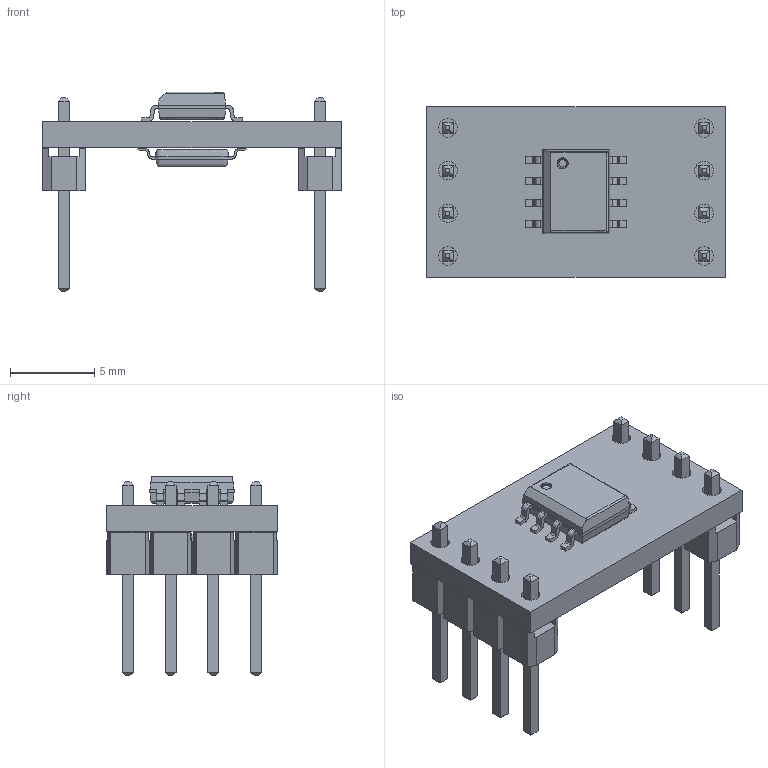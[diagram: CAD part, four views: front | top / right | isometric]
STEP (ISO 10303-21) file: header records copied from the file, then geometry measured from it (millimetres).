
FILE_DESCRIPTION(('Open CASCADE Model'),'2;1');
FILE_NAME('Open CASCADE Shape Model','2017-10-03T20:33:34',('Author'),( 'Open CASCADE'),'Open CASCADE STEP processor 6.8','Open CASCADE 6.8' ,'Unknown');
FILE_SCHEMA(('AUTOMOTIVE_DESIGN { 1 0 10303 214 1 1 1 1 }'));
Length unit declared in the file: millimetre
Products named in the file (11): PCB; Board; TSSOP; TSSOP-08; SO; SOIC08; X2; 61300411121; 6130xx11121_PIN; X1
Assembly tree (14 placements, depth 4):
  PCB
    Board
    TSSOP
      TSSOP-08
    SO
      SOIC08
    X2
      61300411121
        6130xx11121_PIN  x4
        61300411121
    X1
      61300411121
        6130xx11121_PIN  x4
        61300411121
Bounding box: 17.78 x 10.16 x 11.87 mm (x, y, z)
Volume: 450.2 mm3; surface area: 1171.3 mm2
Topology: 28 solids, 28 shells, 571 faces, 1495 edges, 958 vertices
Faces by surface type: bspline 306, plane 257, cylinder 8
Full cylindrical faces by diameter (mm): 1.1 x8
Entity records: 28500 total; most frequent: CARTESIAN_POINT 19963, ORIENTED_EDGE 2218, EDGE_CURVE 1109, B_SPLINE_CURVE_WITH_KNOTS 847, VERTEX_POINT 730, DIRECTION 498, FACE_BOUND 447, EDGE_LOOP 447
